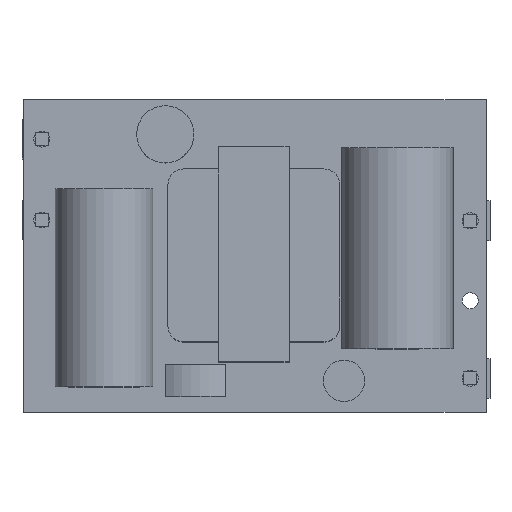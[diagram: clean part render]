
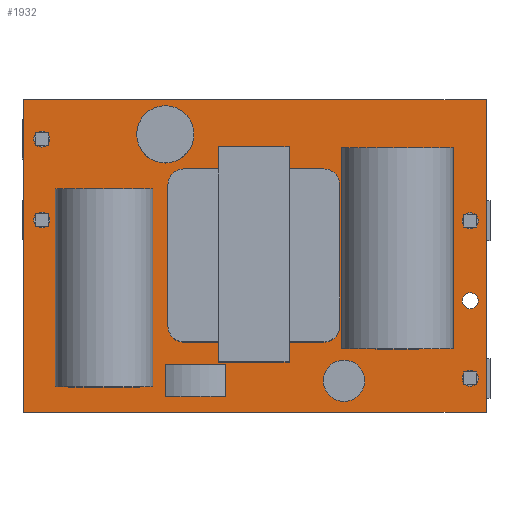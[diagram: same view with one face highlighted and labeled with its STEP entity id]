
A CAD part, top view. The second image highlights one B-rep face of the part: STEP entity #1932.
In plain terms, the highlighted planar face has unit normal (0, 0, 1).
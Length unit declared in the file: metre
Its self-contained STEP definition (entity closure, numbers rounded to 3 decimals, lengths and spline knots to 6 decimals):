
#46=CIRCLE('',#2261,0.0005);
#48=CIRCLE('',#2264,0.0005);
#50=CIRCLE('',#2267,0.0005);
#52=CIRCLE('',#2270,0.0005);
#54=CIRCLE('',#2273,0.0005);
#144=ORIENTED_EDGE('',*,*,#664,.F.);
#145=ORIENTED_EDGE('',*,*,#662,.F.);
#146=ORIENTED_EDGE('',*,*,#660,.F.);
#147=ORIENTED_EDGE('',*,*,#658,.F.);
#148=ORIENTED_EDGE('',*,*,#656,.F.);
#149=ORIENTED_EDGE('',*,*,#648,.F.);
#150=ORIENTED_EDGE('',*,*,#652,.T.);
#151=ORIENTED_EDGE('',*,*,#655,.T.);
#152=ORIENTED_EDGE('',*,*,#667,.F.);
#648=EDGE_CURVE('',#912,#913,#1094,.T.);
#652=EDGE_CURVE('',#912,#915,#1098,.T.);
#655=EDGE_CURVE('',#915,#917,#1101,.T.);
#656=EDGE_CURVE('',#918,#918,#46,.T.);
#658=EDGE_CURVE('',#920,#920,#48,.T.);
#660=EDGE_CURVE('',#922,#922,#50,.T.);
#662=EDGE_CURVE('',#924,#924,#52,.T.);
#664=EDGE_CURVE('',#926,#926,#54,.T.);
#667=EDGE_CURVE('',#913,#917,#1103,.T.);
#912=VERTEX_POINT('',#3057);
#913=VERTEX_POINT('',#3059);
#915=VERTEX_POINT('',#3065);
#917=VERTEX_POINT('',#3071);
#918=VERTEX_POINT('',#3075);
#920=VERTEX_POINT('',#3080);
#922=VERTEX_POINT('',#3085);
#924=VERTEX_POINT('',#3090);
#926=VERTEX_POINT('',#3095);
#1094=LINE('',#3058,#1310);
#1098=LINE('',#3066,#1314);
#1101=LINE('',#3072,#1317);
#1103=LINE('',#3100,#1319);
#1310=VECTOR('',#2455,1.);
#1314=VECTOR('',#2461,1.);
#1317=VECTOR('',#2466,1.);
#1319=VECTOR('',#2500,1.);
#1538=EDGE_LOOP('',(#144));
#1539=EDGE_LOOP('',(#145));
#1540=EDGE_LOOP('',(#146));
#1541=EDGE_LOOP('',(#147));
#1542=EDGE_LOOP('',(#148));
#1543=EDGE_LOOP('',(#149,#150,#151,#152));
#1686=FACE_BOUND('',#1538,.T.);
#1687=FACE_BOUND('',#1539,.T.);
#1688=FACE_BOUND('',#1540,.T.);
#1689=FACE_BOUND('',#1541,.T.);
#1690=FACE_BOUND('',#1542,.T.);
#1691=FACE_BOUND('',#1543,.T.);
#1824=PLANE('',#2276);
#1932=ADVANCED_FACE('',(#1686,#1687,#1688,#1689,#1690,#1691),#1824,.T.);
#2261=AXIS2_PLACEMENT_3D('',#3074,#2469,#2470);
#2264=AXIS2_PLACEMENT_3D('',#3079,#2475,#2476);
#2267=AXIS2_PLACEMENT_3D('',#3084,#2481,#2482);
#2270=AXIS2_PLACEMENT_3D('',#3089,#2487,#2488);
#2273=AXIS2_PLACEMENT_3D('',#3094,#2493,#2494);
#2276=AXIS2_PLACEMENT_3D('',#3101,#2501,#2502);
#2455=DIRECTION('',(-1.,0.,0.));
#2461=DIRECTION('',(0.,1.,0.));
#2466=DIRECTION('',(-1.,0.,0.));
#2469=DIRECTION('',(0.,0.,1.));
#2470=DIRECTION('',(1.,0.,0.));
#2475=DIRECTION('',(0.,0.,1.));
#2476=DIRECTION('',(1.,0.,0.));
#2481=DIRECTION('',(0.,0.,1.));
#2482=DIRECTION('',(1.,0.,0.));
#2487=DIRECTION('',(0.,0.,1.));
#2488=DIRECTION('',(1.,0.,0.));
#2493=DIRECTION('',(0.,0.,1.));
#2494=DIRECTION('',(1.,0.,0.));
#2500=DIRECTION('',(0.,1.,0.));
#2501=DIRECTION('',(0.,0.,1.));
#2502=DIRECTION('',(1.,0.,0.));
#3057=CARTESIAN_POINT('',(0.0146,-0.009875,0.0035));
#3058=CARTESIAN_POINT('',(0.,-0.009875,0.0035));
#3059=CARTESIAN_POINT('',(-0.0146,-0.009875,0.0035));
#3065=CARTESIAN_POINT('',(0.0146,0.009875,0.0035));
#3066=CARTESIAN_POINT('',(0.0146,0.,0.0035));
#3071=CARTESIAN_POINT('',(-0.0146,0.009875,0.0035));
#3072=CARTESIAN_POINT('',(0.,0.009875,0.0035));
#3074=CARTESIAN_POINT('',(-0.01345,0.007375,0.0035));
#3075=CARTESIAN_POINT('',(-0.01295,0.007375,0.0035));
#3079=CARTESIAN_POINT('',(-0.01345,0.002275,0.0035));
#3080=CARTESIAN_POINT('',(-0.01295,0.002275,0.0035));
#3084=CARTESIAN_POINT('',(0.0136,0.002225,0.0035));
#3085=CARTESIAN_POINT('',(0.0141,0.002225,0.0035));
#3089=CARTESIAN_POINT('',(0.0136,-0.002825,0.0035));
#3090=CARTESIAN_POINT('',(0.0141,-0.002825,0.0035));
#3094=CARTESIAN_POINT('',(0.0136,-0.007725,0.0035));
#3095=CARTESIAN_POINT('',(0.0141,-0.007725,0.0035));
#3100=CARTESIAN_POINT('',(-0.0146,0.,0.0035));
#3101=CARTESIAN_POINT('',(0.000884,-0.018471,0.0035));
